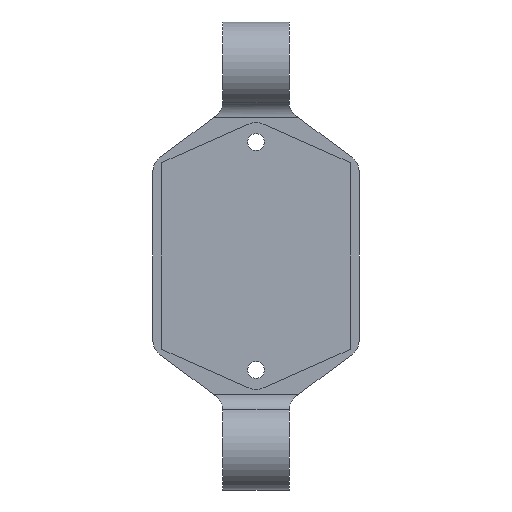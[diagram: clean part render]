
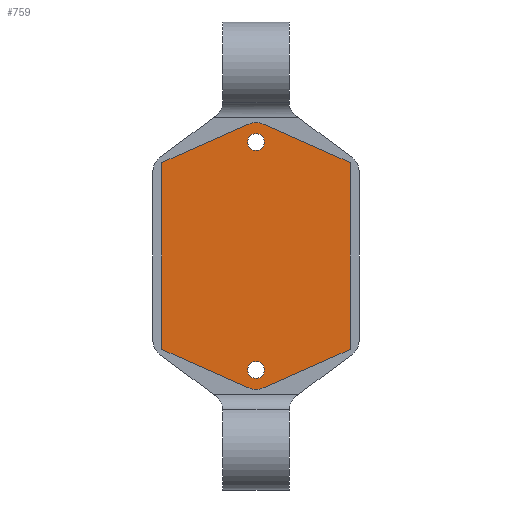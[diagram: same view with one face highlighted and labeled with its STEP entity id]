
A CAD part, front view. The second image highlights one B-rep face of the part: STEP entity #759.
In plain terms, the highlighted planar face has unit normal (0, -1, 0).
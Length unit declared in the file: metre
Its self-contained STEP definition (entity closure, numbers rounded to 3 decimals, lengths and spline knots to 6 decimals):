
#100=LINE('',#1228,#152);
#101=LINE('',#1233,#153);
#102=LINE('',#1235,#154);
#103=LINE('',#1237,#155);
#104=LINE('',#1241,#156);
#105=LINE('',#1243,#157);
#152=VECTOR('',#970,1.);
#153=VECTOR('',#973,1.);
#154=VECTOR('',#974,1.);
#155=VECTOR('',#975,1.);
#156=VECTOR('',#978,1.);
#157=VECTOR('',#979,1.);
#234=ORIENTED_EDGE('',*,*,#459,.F.);
#235=ORIENTED_EDGE('',*,*,#458,.F.);
#236=ORIENTED_EDGE('',*,*,#460,.T.);
#237=ORIENTED_EDGE('',*,*,#461,.T.);
#238=ORIENTED_EDGE('',*,*,#462,.F.);
#239=ORIENTED_EDGE('',*,*,#463,.T.);
#240=ORIENTED_EDGE('',*,*,#464,.T.);
#241=ORIENTED_EDGE('',*,*,#465,.T.);
#242=ORIENTED_EDGE('',*,*,#466,.F.);
#243=ORIENTED_EDGE('',*,*,#467,.F.);
#458=EDGE_CURVE('',#570,#570,#616,.T.);
#459=EDGE_CURVE('',#571,#571,#617,.T.);
#460=EDGE_CURVE('',#572,#573,#100,.T.);
#461=EDGE_CURVE('',#573,#574,#618,.T.);
#462=EDGE_CURVE('',#575,#574,#101,.T.);
#463=EDGE_CURVE('',#575,#576,#102,.T.);
#464=EDGE_CURVE('',#576,#577,#103,.T.);
#465=EDGE_CURVE('',#577,#578,#619,.T.);
#466=EDGE_CURVE('',#579,#578,#104,.T.);
#467=EDGE_CURVE('',#572,#579,#105,.T.);
#570=VERTEX_POINT('',#1223);
#571=VERTEX_POINT('',#1226);
#572=VERTEX_POINT('',#1229);
#573=VERTEX_POINT('',#1230);
#574=VERTEX_POINT('',#1232);
#575=VERTEX_POINT('',#1234);
#576=VERTEX_POINT('',#1236);
#577=VERTEX_POINT('',#1238);
#578=VERTEX_POINT('',#1240);
#579=VERTEX_POINT('',#1242);
#616=CIRCLE('',#830,0.001295);
#617=CIRCLE('',#832,0.001295);
#618=CIRCLE('',#834,0.002794);
#619=CIRCLE('',#835,0.002794);
#646=EDGE_LOOP('',(#234));
#647=EDGE_LOOP('',(#235));
#648=EDGE_LOOP('',(#236,#237,#238,#239,#240,#241,#242,#243));
#698=FACE_BOUND('',#646,.T.);
#699=FACE_BOUND('',#647,.T.);
#700=FACE_BOUND('',#648,.T.);
#740=PLANE('',#833);
#759=ADVANCED_FACE('',(#698,#699,#700),#740,.T.);
#830=AXIS2_PLACEMENT_3D('',#1222,#962,#963);
#832=AXIS2_PLACEMENT_3D('',#1225,#966,#967);
#833=AXIS2_PLACEMENT_3D('',#1227,#968,#969);
#834=AXIS2_PLACEMENT_3D('',#1231,#971,#972);
#835=AXIS2_PLACEMENT_3D('',#1239,#976,#977);
#962=DIRECTION('',(0.,-1.,0.));
#963=DIRECTION('',(0.,0.,-1.));
#966=DIRECTION('',(0.,-1.,0.));
#967=DIRECTION('',(0.,0.,-1.));
#968=DIRECTION('',(0.,-1.,0.));
#969=DIRECTION('',(1.,0.,0.));
#970=DIRECTION('',(-0.914,0.,0.406));
#971=DIRECTION('',(0.,-1.,0.));
#972=DIRECTION('',(0.,0.,-1.));
#973=DIRECTION('',(0.914,0.,0.406));
#974=DIRECTION('',(0.,0.,-1.));
#975=DIRECTION('',(0.914,0.,-0.406));
#976=DIRECTION('',(0.,-1.,0.));
#977=DIRECTION('',(0.,0.,-1.));
#978=DIRECTION('',(-0.914,0.,-0.406));
#979=DIRECTION('',(0.,0.,-1.));
#1222=CARTESIAN_POINT('',(0.,-0.026467,0.017501));
#1223=CARTESIAN_POINT('',(0.,-0.026467,0.016205));
#1225=CARTESIAN_POINT('',(0.,-0.026467,-0.017501));
#1226=CARTESIAN_POINT('',(0.,-0.026467,-0.018796));
#1227=CARTESIAN_POINT('',(0.,-0.026467,0.));
#1228=CARTESIAN_POINT('',(0.007793,-0.026467,0.017318));
#1229=CARTESIAN_POINT('',(0.014453,-0.026467,0.014364));
#1230=CARTESIAN_POINT('',(0.001133,-0.026467,0.020273));
#1231=CARTESIAN_POINT('',(0.,-0.026467,0.017719));
#1232=CARTESIAN_POINT('',(-0.001133,-0.026467,0.020273));
#1233=CARTESIAN_POINT('',(-0.007793,-0.026467,0.017318));
#1234=CARTESIAN_POINT('',(-0.014453,-0.026467,0.014364));
#1235=CARTESIAN_POINT('',(-0.014453,-0.026467,0.));
#1236=CARTESIAN_POINT('',(-0.014453,-0.026467,-0.014364));
#1237=CARTESIAN_POINT('',(-0.007793,-0.026467,-0.017318));
#1238=CARTESIAN_POINT('',(-0.001133,-0.026467,-0.020273));
#1239=CARTESIAN_POINT('',(0.,-0.026467,-0.017719));
#1240=CARTESIAN_POINT('',(0.001133,-0.026467,-0.020273));
#1241=CARTESIAN_POINT('',(0.007793,-0.026467,-0.017318));
#1242=CARTESIAN_POINT('',(0.014453,-0.026467,-0.014364));
#1243=CARTESIAN_POINT('',(0.014453,-0.026467,0.));
